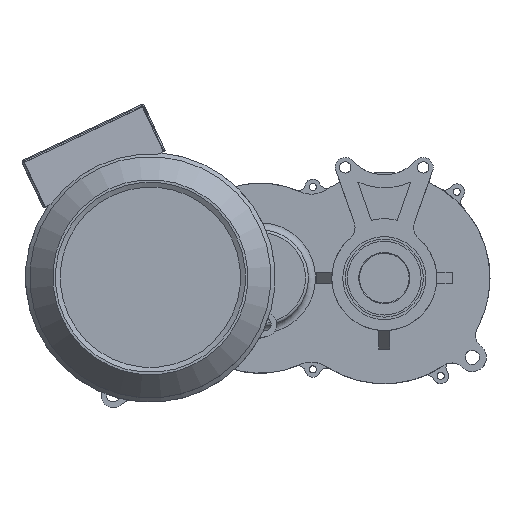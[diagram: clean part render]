
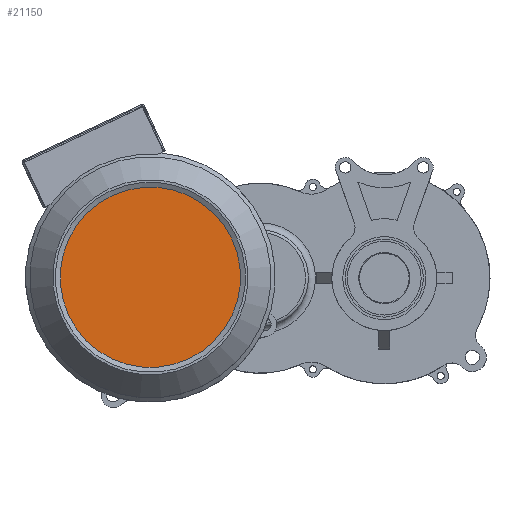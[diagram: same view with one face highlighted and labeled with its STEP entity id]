
A CAD part, top view. The second image highlights one B-rep face of the part: STEP entity #21150.
In plain terms, the highlighted face is planar.
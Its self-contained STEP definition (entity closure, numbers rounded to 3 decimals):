
#1621=PLANE('',#23402);
#6073=FACE_OUTER_BOUND('',#7394,.T.);
#7394=EDGE_LOOP('',(#18296));
#8609=CIRCLE('',#23377,63.536);
#10280=VERTEX_POINT('',#45809);
#13038=EDGE_CURVE('',#10280,#10280,#8609,.T.);
#18296=ORIENTED_EDGE('',*,*,#13038,.F.);
#21150=ADVANCED_FACE('',(#6073),#1621,.F.);
#23377=AXIS2_PLACEMENT_3D('',#45810,#27852,#27853);
#23402=AXIS2_PLACEMENT_3D('',#45869,#27915,#27916);
#27852=DIRECTION('center_axis',(1.,0.,0.));
#27853=DIRECTION('ref_axis',(0.,0.,-1.));
#27915=DIRECTION('center_axis',(1.,0.,0.));
#27916=DIRECTION('ref_axis',(0.,0.,-1.));
#45809=CARTESIAN_POINT('',(-236.,0.,-63.536));
#45810=CARTESIAN_POINT('Origin',(-236.,0.,0.));
#45869=CARTESIAN_POINT('Origin',(-236.,0.,-63.536));
